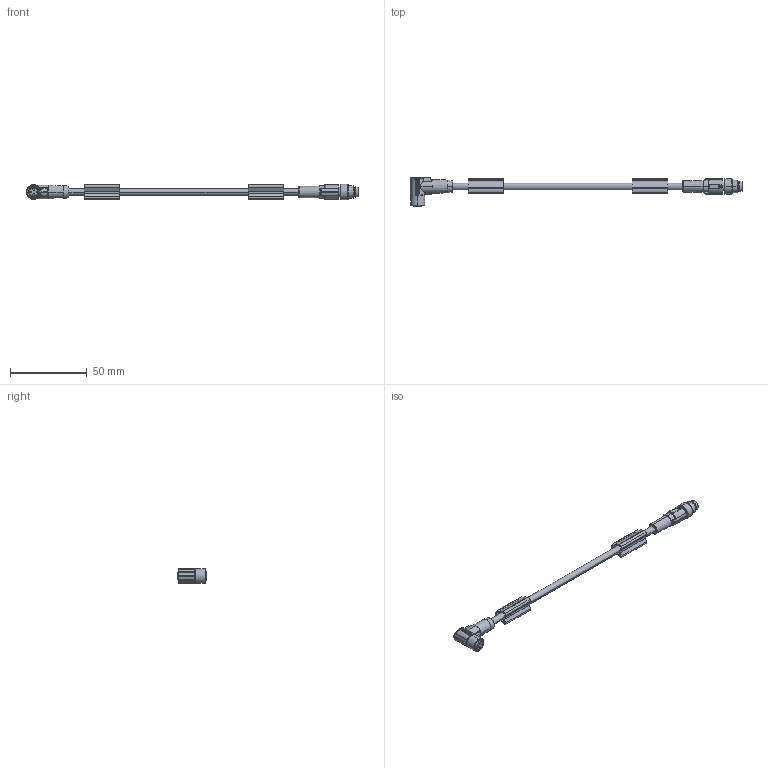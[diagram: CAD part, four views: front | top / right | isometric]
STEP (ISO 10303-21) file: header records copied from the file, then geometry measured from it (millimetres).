
FILE_DESCRIPTION(('SolidDesigner STEP Export'),'2;1');
FILE_NAME('1681981.stp','2011-11-18T13:04:20',(''),(''),'CoCreate Modeling STEP processor for AP214 (Solid Model)','CoCreate Modeling 16.00A 16-Aug-2008 (C) Parametric Technology GmbH','');
FILE_SCHEMA(('AUTOMOTIVE_DESIGN { 1 0 10303 214 1 1 1 1 }'));
Length unit declared in the file: millimetre
Products named in the file (2): 1681981
Assembly tree (1 placements, depth 2):
  1681981
    1681981
Bounding box: 216.6 x 19.19 x 10 mm (x, y, z)
Volume: 7677.7 mm3; surface area: 8083 mm2
Topology: 1 solids, 1 shells, 743 faces, 1981 edges, 1301 vertices
Faces by surface type: plane 384, cylinder 187, extrusion 94, bspline 36, cone 22, torus 20
Entity records: 37896 total; most frequent: CARTESIAN_POINT 15668, ORIENTED_EDGE 3954, DIRECTION 2842, EDGE_CURVE 1977, VERTEX_POINT 1301, VECTOR 1256, LINE 1162, EDGE_LOOP 822
